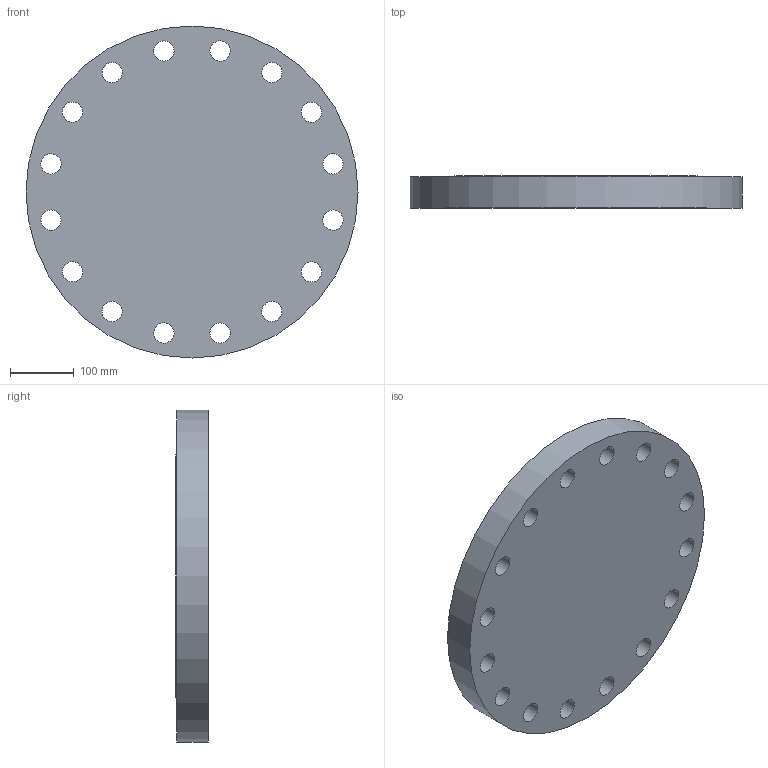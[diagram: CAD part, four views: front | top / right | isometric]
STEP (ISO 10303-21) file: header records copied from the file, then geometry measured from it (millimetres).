
FILE_DESCRIPTION(/* description */ (''),/* implementation_level */ '2;1');
FILE_NAME(/* name */ 'ANSI-B300-12B.stp',/* time_stamp */ '2023-11-07T09:40:28-05:00',/* author */ ('Admin'),/* organization */ (''),/* preprocessor_version */ 'ST-DEVELOPER v19',/* originating_system */ 'Autodesk Inventor 2023',/* authorisation */ '');
FILE_SCHEMA (('AUTOMOTIVE_DESIGN { 1 0 10303 214 3 1 1 }'));
Length unit declared in the file: inch
Products named in the file (1): ANSI-B300-12B
Bounding box: 520.7 x 50.86 x 520.7 mm (x, y, z)
Volume: 10049796.2 mm3; surface area: 561700.4 mm2
Topology: 1 solids, 1 shells, 21 faces, 54 edges, 36 vertices
Faces by surface type: cylinder 18, plane 3
Full cylindrical faces by diameter (mm): 31.75 x16, 381 x1, 520.7 x1
Entity records: 773 total; most frequent: DIRECTION 134, CARTESIAN_POINT 112, ORIENTED_EDGE 108, AXIS2_PLACEMENT_3D 58, EDGE_LOOP 54, EDGE_CURVE 54, CIRCLE 36, VERTEX_POINT 36
